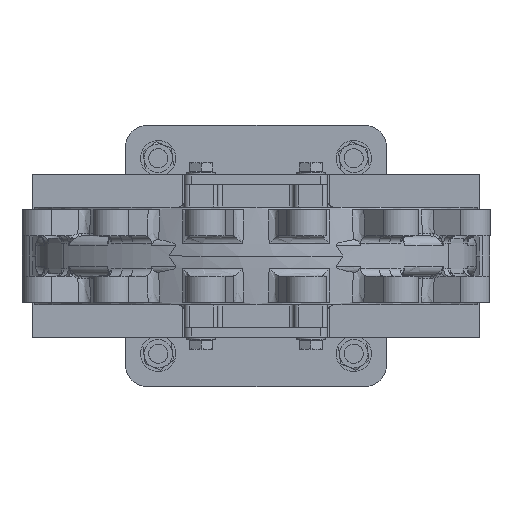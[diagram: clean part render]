
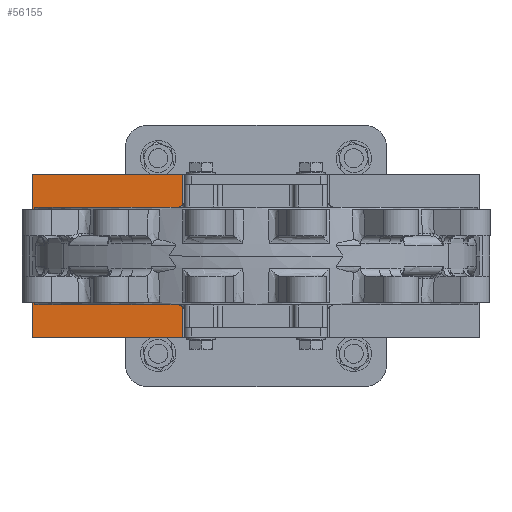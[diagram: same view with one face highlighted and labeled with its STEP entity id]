
A CAD part, front view. The second image highlights one B-rep face of the part: STEP entity #56155.
In plain terms, the highlighted planar face has unit normal (0, -1, 0).
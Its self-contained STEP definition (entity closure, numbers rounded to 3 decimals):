
#33 = LINE ( 'NONE', #49304, #20604 ) ;
#36 = LINE ( 'NONE', #49310, #20622 ) ;
#37 = LINE ( 'NONE', #49312, #20628 ) ;
#38 = LINE ( 'NONE', #49314, #20634 ) ;
#9474 = PLANE ( 'NONE',  #10615 ) ;
#9475 = CARTESIAN_POINT ( 'NONE',  ( -235., 881., 86. ) ) ;
#9476 = DIRECTION ( 'NONE',  ( 0., -1., 0. ) ) ;
#9477 = DIRECTION ( 'NONE',  ( 0., 0., 1. ) ) ;
#10615 = AXIS2_PLACEMENT_3D ( 'NONE', #9475, #9476, #9477 ) ;
#20604 = VECTOR ( 'NONE', #49305, 1000. ) ;
#20622 = VECTOR ( 'NONE', #49311, 1000. ) ;
#20628 = VECTOR ( 'NONE', #49313, 1000. ) ;
#20634 = VECTOR ( 'NONE', #49315, 1000. ) ;
#39361 = CARTESIAN_POINT ( 'NONE',  ( -77., 881., -85. ) ) ;
#39362 = CARTESIAN_POINT ( 'NONE',  ( -77., 881., 85. ) ) ;
#39365 = CARTESIAN_POINT ( 'NONE',  ( -234., 881., -85. ) ) ;
#39366 = CARTESIAN_POINT ( 'NONE',  ( -234., 881., 85. ) ) ;
#49304 = CARTESIAN_POINT ( 'NONE',  ( -234., 881., -86. ) ) ;
#49305 = DIRECTION ( 'NONE',  ( 0., 0., -1. ) ) ;
#49310 = CARTESIAN_POINT ( 'NONE',  ( -80., 881., 85. ) ) ;
#49311 = DIRECTION ( 'NONE',  ( 1., 0., 0. ) ) ;
#49312 = CARTESIAN_POINT ( 'NONE',  ( -80., 881., -85. ) ) ;
#49313 = DIRECTION ( 'NONE',  ( -1., 0., 0. ) ) ;
#49314 = CARTESIAN_POINT ( 'NONE',  ( -77., 881., -86. ) ) ;
#49315 = DIRECTION ( 'NONE',  ( 0., 0., -1. ) ) ;
#56155 = ADVANCED_FACE ( 'NONE', ( #63746 ), #9474, .T. ) ;
#56601 = ORIENTED_EDGE ( 'NONE', *, *, #61753, .F. ) ;
#56602 = ORIENTED_EDGE ( 'NONE', *, *, #61754, .F. ) ;
#56603 = ORIENTED_EDGE ( 'NONE', *, *, #61750, .T. ) ;
#56605 = ORIENTED_EDGE ( 'NONE', *, *, #61755, .F. ) ;
#61750 = EDGE_CURVE ( 'NONE', #77276, #77275, #33, .T. ) ;
#61753 = EDGE_CURVE ( 'NONE', #77276, #77272, #36, .T. ) ;
#61754 = EDGE_CURVE ( 'NONE', #77271, #77275, #37, .T. ) ;
#61755 = EDGE_CURVE ( 'NONE', #77272, #77271, #38, .T. ) ;
#63746 = FACE_OUTER_BOUND ( 'NONE', #67252, .T. ) ;
#67252 = EDGE_LOOP ( 'NONE', ( #56601, #56603, #56602, #56605 ) ) ;
#77271 = VERTEX_POINT ( 'NONE', #39361 ) ;
#77272 = VERTEX_POINT ( 'NONE', #39362 ) ;
#77275 = VERTEX_POINT ( 'NONE', #39365 ) ;
#77276 = VERTEX_POINT ( 'NONE', #39366 ) ;
